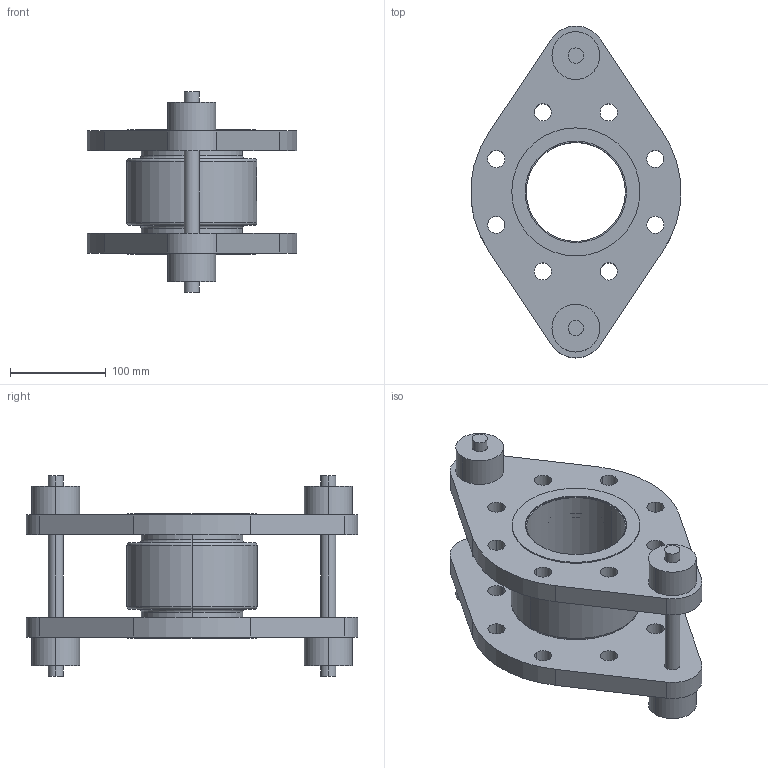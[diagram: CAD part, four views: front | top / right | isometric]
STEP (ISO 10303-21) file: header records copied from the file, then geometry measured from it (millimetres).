
FILE_DESCRIPTION (( 'STEP AP214' ), '1' );
FILE_NAME ('EPSILON-C_DN100_PN16_300_6000013634.STEP', '2021-10-18T10:04:11', ( 'axxx' ), ( 'Hewlett-Packard Company' ), 'SwSTEP 2.0', 'SolidWorks 2019', '' );
FILE_SCHEMA (( 'AUTOMOTIVE_DESIGN' ));
Length unit declared in the file: millimetre
Products named in the file (1): EPSILON-C_DN100_PN16_300_6000013634
Bounding box: 219.61 x 347 x 210 mm (x, y, z)
Volume: 2327478.9 mm3; surface area: 327540.2 mm2
Topology: 1 solids, 1 shells, 605 faces, 1618 edges, 1076 vertices
Faces by surface type: plane 248, bspline 238, cylinder 111, torus 8
Entity records: 31992 total; most frequent: CARTESIAN_POINT 18318, ORIENTED_EDGE 3236, DIRECTION 2074, EDGE_CURVE 1618, VERTEX_POINT 1076, LINE 810, VECTOR 810, EDGE_LOOP 704
